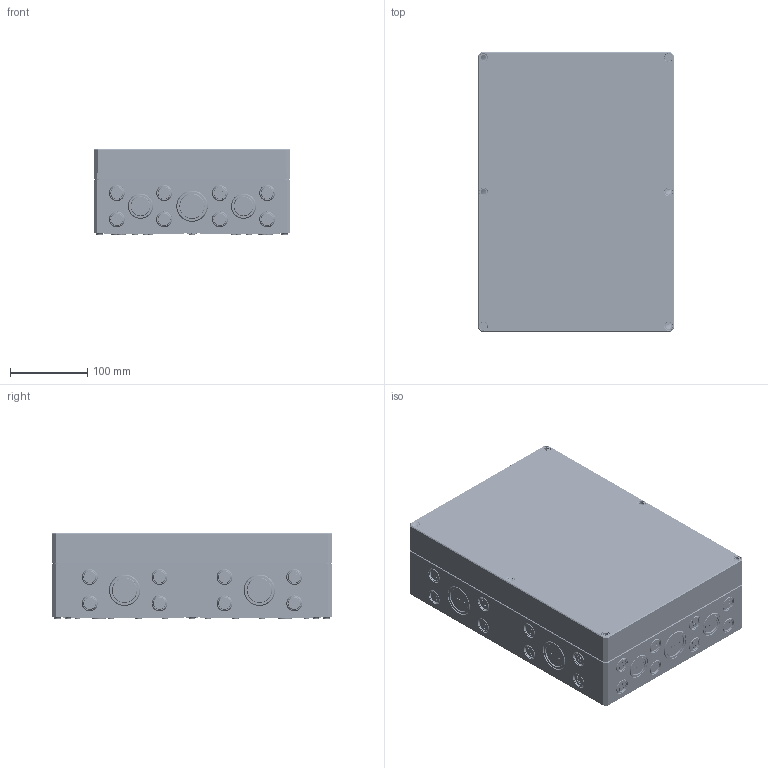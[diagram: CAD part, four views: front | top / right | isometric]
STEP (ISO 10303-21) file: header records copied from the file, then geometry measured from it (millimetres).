
FILE_DESCRIPTION(/* description */ (''),/* implementation_level */ '2;1');
FILE_NAME(/* name */ '0902106510 MBI 362511 M.stp',/* time_stamp */ '2020-12-16T07:33:29+01:00',/* author */ ('alexander.rose'),/* organization */ (''),/* preprocessor_version */ 'ST-DEVELOPER v17.2',/* originating_system */ 'Autodesk Inventor 2019',/* authorisation */ '');
FILE_SCHEMA (('AUTOMOTIVE_DESIGN { 1 0 10303 214 3 1 1 }'));
Products named in the file (5): MBTK_362511; 0902106512-UT_362572 - KO - Index03; 0901106511-OT_362539 - Index02; Schraube _ M10 x 58 _ MBTK -; Dichtung_3625xx
Assembly tree (9 placements, depth 2):
  MBTK_362511
    0902106512-UT_362572 - KO - Index03
    0901106511-OT_362539 - Index02
    Schraube _ M10 x 58 _ MBTK -  x6
    Dichtung_3625xx
Bounding box: 254 x 362 x 110.7 mm (x, y, z)
Volume: 1079832.6 mm3; surface area: 707217.6 mm2
Topology: 9 solids, 9 shells, 8575 faces, 22489 edges, 14618 vertices
Faces by surface type: bspline 3592, plane 3297, cylinder 640, torus 513, cone 501, sphere 32
Full cylindrical faces by diameter (mm): 4.5 x6, 5 x6, 5.8 x12, 6 x1, 7 x6, 8.376 x6, 10 x1, 10.5 x6
Entity records: 262317 total; most frequent: CARTESIAN_POINT 84991, ORIENTED_EDGE 42468, DIRECTION 26103, EDGE_CURVE 21234, VERTEX_POINT 13803, LINE 10955, VECTOR 10955, EDGE_LOOP 8801
